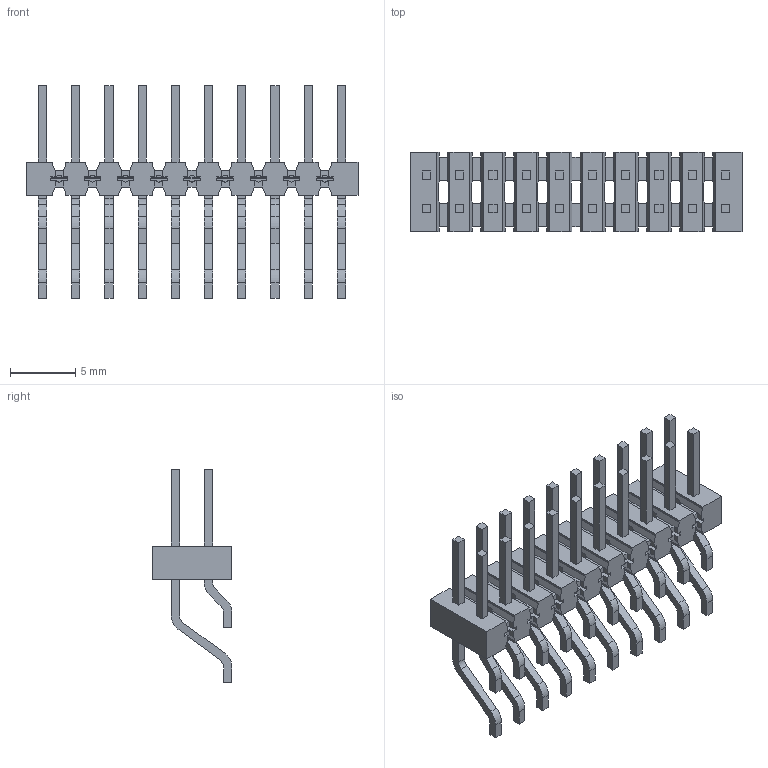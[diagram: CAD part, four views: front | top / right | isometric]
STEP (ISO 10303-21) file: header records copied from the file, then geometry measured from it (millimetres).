
FILE_DESCRIPTION( ( 'STEP AP214' ), '1' );
FILE_NAME( 'TSM-110-01-T-DH.stp', '2021-02-05T20:58:22', ( 'License CC BY-ND 4.0' ), ( 'CADENAS' ), ' ', 'PARTsolutions', ' ' );
FILE_SCHEMA( ( 'AUTOMOTIVE_DESIGN { 1 0 10303 214 1 1 1 1 }' ) );
Length unit declared in the file: inch
Products named in the file (3): TSM-110-01-T-DH; _TSM-110-01-DH_body; _T-1S6-09(-01-10-DH)
Assembly tree (2 placements, depth 2):
  TSM-110-01-T-DH
    _TSM-110-01-DH_body
    _T-1S6-09(-01-10-DH)
Bounding box: 25.4 x 6.1 x 16.26 mm (x, y, z)
Volume: 410.7 mm3; surface area: 1663.9 mm2
Topology: 2 solids, 2 shells, 974 faces, 2772 edges, 1824 vertices
Faces by surface type: plane 858, cylinder 116
Entity records: 39130 total; most frequent: CARTESIAN_POINT 5573, ORIENTED_EDGE 5544, DIRECTION 4958, EDGE_CURVE 2772, LINE 2540, VECTOR 2540, VERTEX_POINT 1824, AXIS2_PLACEMENT_3D 1209
